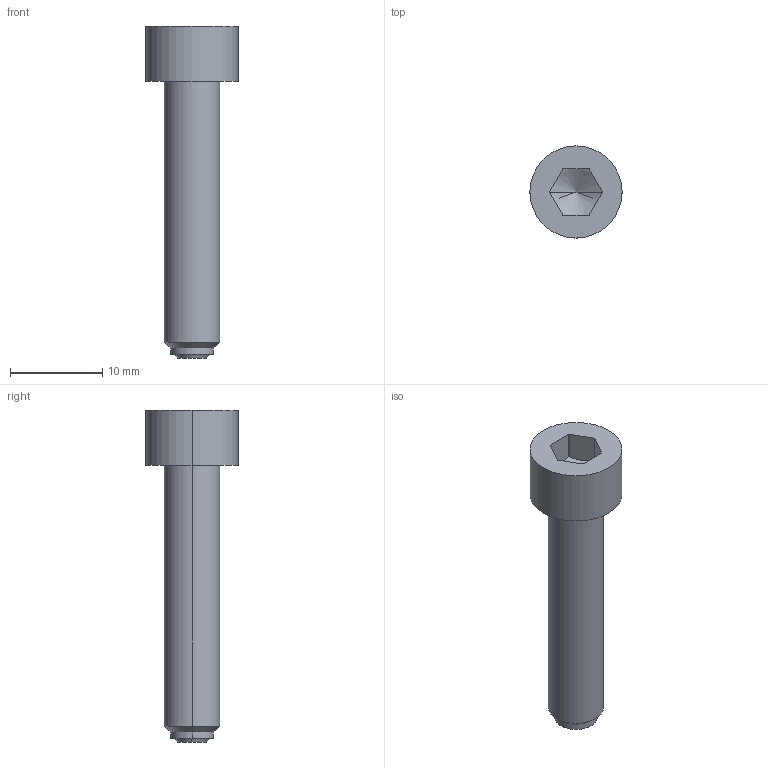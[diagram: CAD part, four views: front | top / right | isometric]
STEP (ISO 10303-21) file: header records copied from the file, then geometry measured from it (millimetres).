
FILE_DESCRIPTION(('STEP AP214'),'1');
FILE_NAME(' ',' ',('TraceParts'),('TraceParts S.A.'),'XStep 1.0',' ',' ');
FILE_SCHEMA(('automotive_design'));
Length unit declared in the file: millimetre
Products named in the file (2): 1; 2
Bounding box: 10 x 10 x 36 mm (x, y, z)
Volume: 1247.4 mm3; surface area: 998.8 mm2
Topology: 2 solids, 2 shells, 30 faces, 72 edges, 44 vertices
Faces by surface type: cylinder 14, plane 10, cone 4, sphere 2
Entity records: 1693 total; most frequent: DIRECTION 158, CARTESIAN_POINT 156, STYLED_ITEM 144, PRESENTATION_STYLE_ASSIGNMENT 144, COLOUR_RGB 144, ORIENTED_EDGE 136, EDGE_CURVE 68, CURVE_STYLE 68
